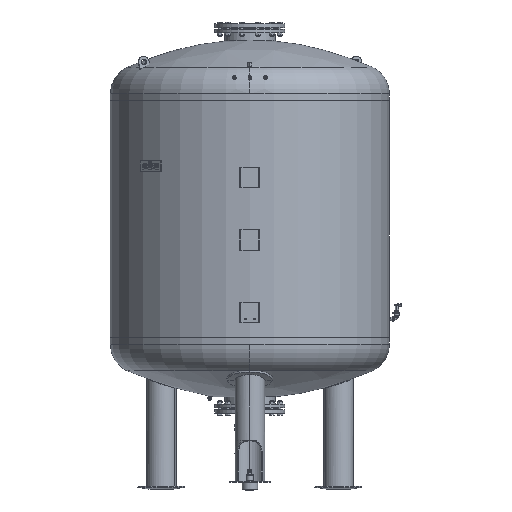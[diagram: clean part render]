
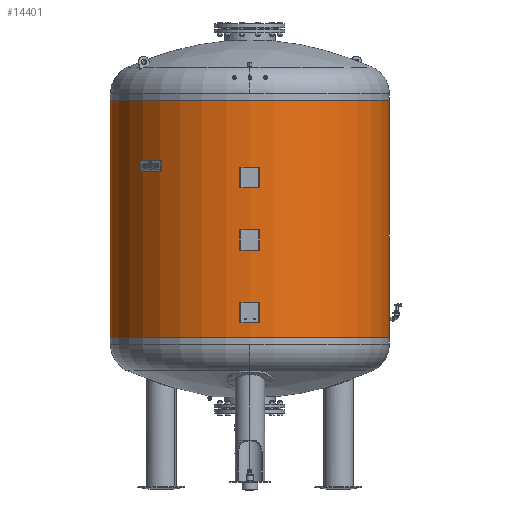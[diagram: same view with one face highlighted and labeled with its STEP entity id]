
A CAD part, front view. The second image highlights one B-rep face of the part: STEP entity #14401.
In plain terms, the highlighted cylindrical face has radius 750 mm (diameter 1500 mm), a partial arc.
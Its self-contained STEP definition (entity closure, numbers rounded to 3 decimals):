
#14360=CARTESIAN_POINT('',(0.,0.0,1781.0));
#14361=DIRECTION('',(0.,0.0,1.0));
#14362=DIRECTION('',(1.0,0.0,0.0));
#14363=AXIS2_PLACEMENT_3D('',#14360,#14361,#14362);
#14364=CYLINDRICAL_SURFACE('',#14363,750.);
#14365=CARTESIAN_POINT('',(750.,0.0,2092.0));
#14366=VERTEX_POINT('',#14365);
#14367=CARTESIAN_POINT('',(750.,0.0,822.));
#14368=VERTEX_POINT('',#14367);
#14369=CARTESIAN_POINT('',(750.,0.0,2092.0));
#14370=DIRECTION('',(0.0,0.0,-1.0));
#14371=VECTOR('',#14370,1270.);
#14372=LINE('',#14369,#14371);
#14373=EDGE_CURVE('',#14366,#14368,#14372,.T.);
#14374=ORIENTED_EDGE('',*,*,#14373,.F.);
#14375=CARTESIAN_POINT('',(-750.,0.,2092.0));
#14376=VERTEX_POINT('',#14375);
#14377=CARTESIAN_POINT('',(0.,0.0,2092.0));
#14378=DIRECTION('',(0.0,0.0,1.0));
#14379=DIRECTION('',(1.0,0.0,0.0));
#14380=AXIS2_PLACEMENT_3D('',#14377,#14378,#14379);
#14381=CIRCLE('',#14380,750.);
#14382=EDGE_CURVE('',#14376,#14366,#14381,.T.);
#14383=ORIENTED_EDGE('',*,*,#14382,.F.);
#14384=CARTESIAN_POINT('',(-750.,0.,822.));
#14385=VERTEX_POINT('',#14384);
#14386=CARTESIAN_POINT('',(-750.,0.,2092.0));
#14387=DIRECTION('',(0.0,0.0,-1.0));
#14388=VECTOR('',#14387,1270.);
#14389=LINE('',#14386,#14388);
#14390=EDGE_CURVE('',#14376,#14385,#14389,.T.);
#14391=ORIENTED_EDGE('',*,*,#14390,.T.);
#14392=CARTESIAN_POINT('',(0.,0.0,822.));
#14393=DIRECTION('',(0.0,0.0,1.0));
#14394=DIRECTION('',(1.0,0.0,0.0));
#14395=AXIS2_PLACEMENT_3D('',#14392,#14393,#14394);
#14396=CIRCLE('',#14395,750.);
#14397=EDGE_CURVE('',#14385,#14368,#14396,.T.);
#14398=ORIENTED_EDGE('',*,*,#14397,.T.);
#14399=EDGE_LOOP('',(#14374,#14383,#14391,#14398));
#14400=FACE_OUTER_BOUND('',#14399,.T.);
#14401=ADVANCED_FACE('',(#14400),#14364,.T.);
